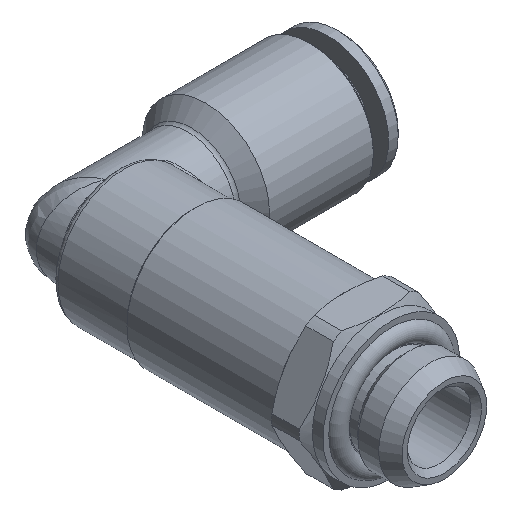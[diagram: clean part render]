
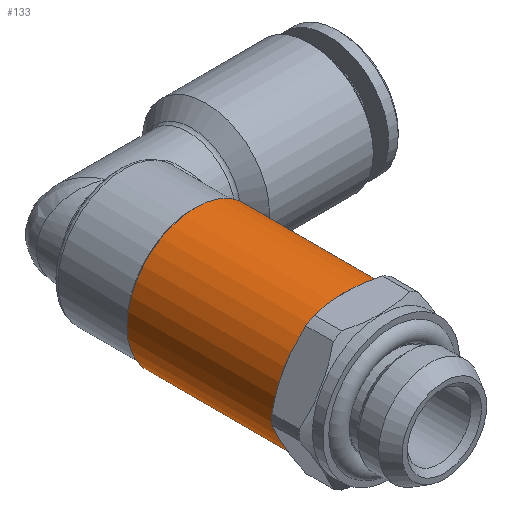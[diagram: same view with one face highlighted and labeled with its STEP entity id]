
A CAD part, isometric view. The second image highlights one B-rep face of the part: STEP entity #133.
In plain terms, the highlighted cylindrical face has radius 6.45 mm (diameter 12.9 mm), a full revolution.
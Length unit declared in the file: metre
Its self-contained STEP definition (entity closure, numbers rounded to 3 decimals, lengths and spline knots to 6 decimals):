
#133 = ADVANCED_FACE( 'NONE', ( #308, #309 ), #310, .T. );
#308 = FACE_OUTER_BOUND( '', #598, .T. );
#309 = FACE_OUTER_BOUND( '', #599, .T. );
#310 = CYLINDRICAL_SURFACE( '', #600, 0.00645 );
#598 = EDGE_LOOP( '', ( #1118 ) );
#599 = EDGE_LOOP( '', ( #1119 ) );
#600 = AXIS2_PLACEMENT_3D( '', #1120, #1121, #1122 );
#1118 = ORIENTED_EDGE( '', *, *, #1463, .F. );
#1119 = ORIENTED_EDGE( '', *, *, #1448, .T. );
#1120 = CARTESIAN_POINT( '', ( 0., -0.032, 0. ) );
#1121 = DIRECTION( '', ( 0., 1., 0. ) );
#1122 = DIRECTION( '', ( 0., 0., -1. ) );
#1448 = EDGE_CURVE( 'NONE', #1660, #1660, #1661, .T. );
#1463 = EDGE_CURVE( 'NONE', #1682, #1682, #1683, .T. );
#1660 = VERTEX_POINT( '', #2062 );
#1661 = CIRCLE( '', #2063, 0.00645 );
#1682 = VERTEX_POINT( '', #2115 );
#1683 = CIRCLE( '', #2116, 0.00645 );
#2062 = CARTESIAN_POINT( '', ( 0., -0.0085, -0.00645 ) );
#2063 = AXIS2_PLACEMENT_3D( '', #2492, #2493, #2494 );
#2115 = CARTESIAN_POINT( '', ( 0., -0.0225, -0.00645 ) );
#2116 = AXIS2_PLACEMENT_3D( '', #2510, #2511, #2512 );
#2492 = CARTESIAN_POINT( '', ( 0., -0.0085, 0. ) );
#2493 = DIRECTION( '', ( 0., -1., 0. ) );
#2494 = DIRECTION( '', ( 0., 0., -1. ) );
#2510 = CARTESIAN_POINT( '', ( 0., -0.0225, 0. ) );
#2511 = DIRECTION( '', ( 0., -1., 0. ) );
#2512 = DIRECTION( '', ( 0., 0., -1. ) );
